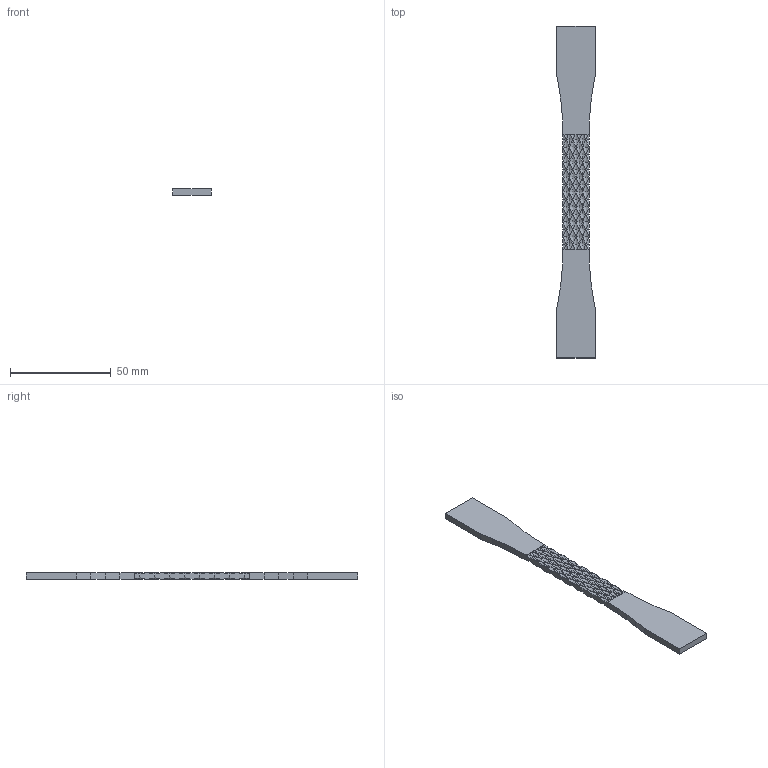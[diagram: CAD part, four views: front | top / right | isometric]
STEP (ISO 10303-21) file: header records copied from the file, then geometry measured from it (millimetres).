
FILE_DESCRIPTION(('FreeCAD Model'),'2;1');
FILE_NAME('Open CASCADE Shape Model','2021-08-04T03:13:27',('FreeCAD'),( 'FreeCAD'),'Open CASCADE STEP processor 7.5','FreeCAD','Unknown');
FILE_SCHEMA(('AUTOMOTIVE_DESIGN { 1 0 10303 214 1 1 1 1 }'));
Products named in the file (1): Open CASCADE STEP translator 7.5 27
Bounding box: 19 x 165 x 3.2 mm (x, y, z)
Volume: 7882.6 mm3; surface area: 6474.5 mm2
Topology: 1 solids, 1 shells, 1056 faces, 1952 edges, 898 vertices
Faces by surface type: plane 1056
Entity records: 47214 total; most frequent: CARTESIAN_POINT 9899, DIRECTION 5882, ORIENTED_EDGE 3904, PCURVE 3904, DEFINITIONAL_REPRESENTATION 3904, LINE 3768, VECTOR 3768, B_SPLINE_CURVE_WITH_KNOTS 2088
